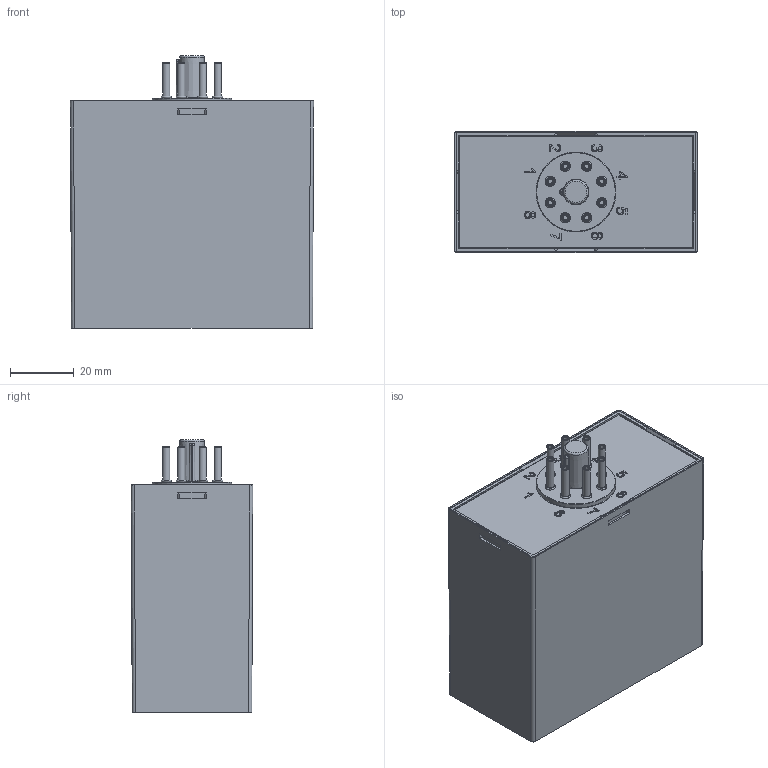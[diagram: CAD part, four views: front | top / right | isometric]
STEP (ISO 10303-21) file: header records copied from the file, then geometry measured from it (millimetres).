
FILE_DESCRIPTION((''),'2;1');
FILE_NAME('MBRE 080710.stp','2010-08-10T15:45:02',('Marcel.Johanning'),(''),'Autodesk Inventor 2010','Autodesk Inventor 2010','');
FILE_SCHEMA(('CONFIG_CONTROL_DESIGN'));
Length unit declared in the file: millimetre
Products named in the file (4): MBRE 080710; Kappe 8 Polig; Stift Relaisgehäuse; Haube MBRE 110710
Assembly tree (10 placements, depth 2):
  MBRE 080710
    Kappe 8 Polig
    Stift Relaisgehäuse  x8
    Haube MBRE 110710
Bounding box: 76 x 38 x 85.1 mm (x, y, z)
Volume: 29115.1 mm3; surface area: 46514.5 mm2
Topology: 11 solids, 11 shells, 550 faces, 1393 edges, 917 vertices
Faces by surface type: plane 282, bspline 172, cylinder 73, cone 11, torus 10, sphere 2
Full cylindrical faces by diameter (mm): 1.8 x8, 2.3 x16, 3.75 x8, 24.8 x1
Entity records: 15043 total; most frequent: CARTESIAN_POINT 4579, ORIENTED_EDGE 2346, DIRECTION 1642, EDGE_CURVE 1173, VERTEX_POINT 786, VECTOR 778, LINE 778, EDGE_LOOP 535
